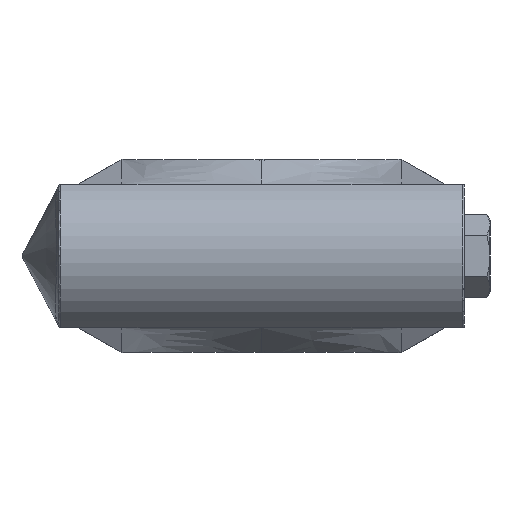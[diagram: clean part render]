
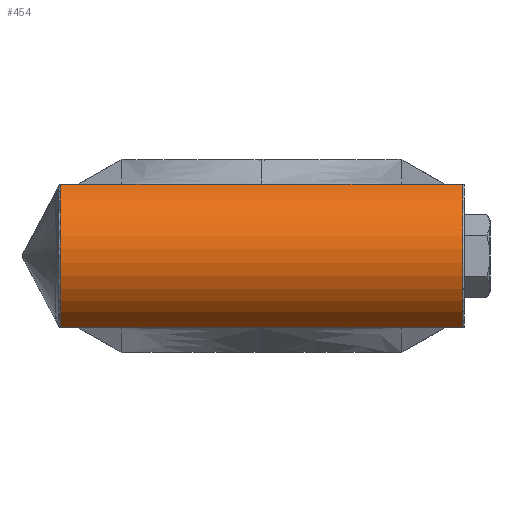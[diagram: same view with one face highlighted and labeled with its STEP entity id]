
A CAD part, left-side view. The second image highlights one B-rep face of the part: STEP entity #454.
In plain terms, the highlighted cylindrical face has radius 12.332 mm (diameter 24.664 mm), a partial arc.
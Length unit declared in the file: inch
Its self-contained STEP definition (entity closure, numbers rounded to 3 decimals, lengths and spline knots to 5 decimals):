
#26 = CARTESIAN_POINT ( 'NONE',  ( -1.22, 1.781, -0.4375 ) ) ;
#31 = ORIENTED_EDGE ( 'NONE', *, *, #64, .F. ) ;
#35 = VERTEX_POINT ( 'NONE', #2862 ) ;
#43 = EDGE_CURVE ( 'NONE', #2521, #1481, #407, .T. ) ;
#61 = ORIENTED_EDGE ( 'NONE', *, *, #43, .F. ) ;
#63 = VERTEX_POINT ( 'NONE', #1636 ) ;
#64 = EDGE_CURVE ( 'NONE', #2423, #187, #3065, .T. ) ;
#82 = DIRECTION ( 'NONE',  ( 0., -1., 0. ) ) ;
#106 = CARTESIAN_POINT ( 'NONE',  ( -1.22, -0.293, -0.4375 ) ) ;
#117 = DIRECTION ( 'NONE',  ( 0., -1., 0. ) ) ;
#155 = CARTESIAN_POINT ( 'NONE',  ( -1.22, 1.407, 0.4375 ) ) ;
#169 = ORIENTED_EDGE ( 'NONE', *, *, #2504, .T. ) ;
#187 = VERTEX_POINT ( 'NONE', #155 ) ;
#208 = CARTESIAN_POINT ( 'NONE',  ( -1.22, 0.27367, 0.4375 ) ) ;
#212 = AXIS2_PLACEMENT_3D ( 'NONE', #2554, #318, #577 ) ;
#226 = CIRCLE ( 'NONE', #2326, 0.48551 ) ;
#232 = VERTEX_POINT ( 'NONE', #1908 ) ;
#270 = ORIENTED_EDGE ( 'NONE', *, *, #748, .T. ) ;
#312 = CARTESIAN_POINT ( 'NONE',  ( -1.00949, 1.781, 0. ) ) ;
#318 = DIRECTION ( 'NONE',  ( 0., 1., 0. ) ) ;
#332 = ORIENTED_EDGE ( 'NONE', *, *, #2296, .T. ) ;
#345 = DIRECTION ( 'NONE',  ( 0., 1., 0. ) ) ;
#353 = CARTESIAN_POINT ( 'NONE',  ( -1.22, 0.557, -0.4375 ) ) ;
#362 = ORIENTED_EDGE ( 'NONE', *, *, #1192, .F. ) ;
#383 = CARTESIAN_POINT ( 'NONE',  ( -1.22, 0.557, 0.4375 ) ) ;
#407 = B_SPLINE_CURVE_WITH_KNOTS ( 'NONE', 3,
 ( #850, #1397, #2857, #1099 ),
 .UNSPECIFIED., .F., .F.,
 ( 4, 4 ),
 ( 0., 1. ),
 .UNSPECIFIED. ) ;
#454 = ADVANCED_FACE ( 'NONE', ( #2892 ), #2248, .T. ) ;
#456 = EDGE_CURVE ( 'NONE', #1160, #1667, #2994, .T. ) ;
#467 = ORIENTED_EDGE ( 'NONE', *, *, #456, .T. ) ;
#492 = CARTESIAN_POINT ( 'NONE',  ( -1.22, -0.00967, 0.4375 ) ) ;
#527 = CARTESIAN_POINT ( 'NONE',  ( -1.22, 1.407, 0.4375 ) ) ;
#577 = DIRECTION ( 'NONE',  ( 0., 0., 1. ) ) ;
#592 = CARTESIAN_POINT ( 'NONE',  ( -1.22, -0.677, 0.4375 ) ) ;
#610 = LINE ( 'NONE', #643, #1560 ) ;
#616 = DIRECTION ( 'NONE',  ( 0., -1., 0. ) ) ;
#634 = CARTESIAN_POINT ( 'NONE',  ( -1.22, -0.00967, -0.4375 ) ) ;
#640 = CARTESIAN_POINT ( 'NONE',  ( -1.22, 2.557, 0.4375 ) ) ;
#643 = CARTESIAN_POINT ( 'NONE',  ( -1.22, -1.443, -0.4375 ) ) ;
#699 = CARTESIAN_POINT ( 'NONE',  ( -1.22, -0.557, -0.4375 ) ) ;
#713 = CARTESIAN_POINT ( 'NONE',  ( -1.22, 0.557, 0.4375 ) ) ;
#727 = CARTESIAN_POINT ( 'NONE',  ( -1.22, -0.293, 0.4375 ) ) ;
#748 = EDGE_CURVE ( 'NONE', #1731, #187, #2132, .T. ) ;
#762 = VERTEX_POINT ( 'NONE', #1225 ) ;
#809 = LINE ( 'NONE', #1916, #1808 ) ;
#850 = CARTESIAN_POINT ( 'NONE',  ( -1.22, 0.557, -0.4375 ) ) ;
#1057 = EDGE_LOOP ( 'NONE', ( #3097, #1522, #3109, #169, #61, #332, #2536, #2232, #1293, #1571, #467, #362, #270, #31 ) ) ;
#1075 = VERTEX_POINT ( 'NONE', #699 ) ;
#1099 = CARTESIAN_POINT ( 'NONE',  ( -1.22, 1.407, -0.4375 ) ) ;
#1130 = CARTESIAN_POINT ( 'NONE',  ( -1.22, 0.557, -0.4375 ) ) ;
#1160 = VERTEX_POINT ( 'NONE', #2243 ) ;
#1171 = DIRECTION ( 'NONE',  ( 0., 1., 0. ) ) ;
#1192 = EDGE_CURVE ( 'NONE', #1731, #1667, #1850, .T. ) ;
#1225 = CARTESIAN_POINT ( 'NONE',  ( -1.22, -0.293, -0.4375 ) ) ;
#1293 = ORIENTED_EDGE ( 'NONE', *, *, #1546, .T. ) ;
#1320 = VECTOR ( 'NONE', #345, 39.37008 ) ;
#1352 = DIRECTION ( 'NONE',  ( 0., 0., 1. ) ) ;
#1372 = CARTESIAN_POINT ( 'NONE',  ( -1.00949, -0.667, 0. ) ) ;
#1397 = CARTESIAN_POINT ( 'NONE',  ( -1.22, 0.84033, -0.4375 ) ) ;
#1398 = LINE ( 'NONE', #1439, #2374 ) ;
#1421 = CARTESIAN_POINT ( 'NONE',  ( -1.22, 1.671, 0.4375 ) ) ;
#1439 = CARTESIAN_POINT ( 'NONE',  ( -1.22, 1.791, -0.4375 ) ) ;
#1481 = VERTEX_POINT ( 'NONE', #1558 ) ;
#1514 = CARTESIAN_POINT ( 'NONE',  ( -1.22, 1.12367, 0.4375 ) ) ;
#1522 = ORIENTED_EDGE ( 'NONE', *, *, #2557, .T. ) ;
#1542 = VECTOR ( 'NONE', #117, 39.37008 ) ;
#1545 = AXIS2_PLACEMENT_3D ( 'NONE', #1372, #2866, #3101 ) ;
#1546 = EDGE_CURVE ( 'NONE', #63, #3108, #2735, .T. ) ;
#1548 = CARTESIAN_POINT ( 'NONE',  ( -1.22, -1.443, 0.4375 ) ) ;
#1558 = CARTESIAN_POINT ( 'NONE',  ( -1.22, 1.407, -0.4375 ) ) ;
#1559 = CARTESIAN_POINT ( 'NONE',  ( -1.22, -0.667, 0.4375 ) ) ;
#1560 = VECTOR ( 'NONE', #1886, 39.37008 ) ;
#1571 = ORIENTED_EDGE ( 'NONE', *, *, #2582, .T. ) ;
#1636 = CARTESIAN_POINT ( 'NONE',  ( -1.22, -0.667, -0.4375 ) ) ;
#1639 = VECTOR ( 'NONE', #1812, 39.37008 ) ;
#1641 = EDGE_CURVE ( 'NONE', #63, #1075, #2045, .T. ) ;
#1642 = CARTESIAN_POINT ( 'NONE',  ( -1.22, 0.27367, -0.4375 ) ) ;
#1667 = VERTEX_POINT ( 'NONE', #2191 ) ;
#1692 = DIRECTION ( 'NONE',  ( 0., -1., 0. ) ) ;
#1725 = CARTESIAN_POINT ( 'NONE',  ( -1.22, 0.557, 0.4375 ) ) ;
#1731 = VERTEX_POINT ( 'NONE', #383 ) ;
#1745 = CARTESIAN_POINT ( 'NONE',  ( -1.22, 0.84033, 0.4375 ) ) ;
#1747 = VECTOR ( 'NONE', #616, 39.37008 ) ;
#1808 = VECTOR ( 'NONE', #2909, 39.37008 ) ;
#1812 = DIRECTION ( 'NONE',  ( 0., 1., 0. ) ) ;
#1850 = B_SPLINE_CURVE_WITH_KNOTS ( 'NONE', 3,
 ( #713, #208, #492, #727 ),
 .UNSPECIFIED., .F., .F.,
 ( 4, 4 ),
 ( 0., 1. ),
 .UNSPECIFIED. ) ;
#1886 = DIRECTION ( 'NONE',  ( 0., 1., 0. ) ) ;
#1908 = CARTESIAN_POINT ( 'NONE',  ( -1.22, 1.781, 0.4375 ) ) ;
#1916 = CARTESIAN_POINT ( 'NONE',  ( -1.22, 1.791, 0.4375 ) ) ;
#1956 = VERTEX_POINT ( 'NONE', #26 ) ;
#1958 = B_SPLINE_CURVE_WITH_KNOTS ( 'NONE', 3,
 ( #353, #1642, #634, #106 ),
 .UNSPECIFIED., .F., .F.,
 ( 4, 4 ),
 ( 0., 1. ),
 .UNSPECIFIED. ) ;
#2045 = LINE ( 'NONE', #2902, #2241 ) ;
#2132 = B_SPLINE_CURVE_WITH_KNOTS ( 'NONE', 3,
 ( #1725, #1745, #1514, #527 ),
 .UNSPECIFIED., .F., .F.,
 ( 4, 4 ),
 ( 0., 1. ),
 .UNSPECIFIED. ) ;
#2191 = CARTESIAN_POINT ( 'NONE',  ( -1.22, -0.293, 0.4375 ) ) ;
#2223 = LINE ( 'NONE', #3116, #1542 ) ;
#2232 = ORIENTED_EDGE ( 'NONE', *, *, #1641, .F. ) ;
#2241 = VECTOR ( 'NONE', #1171, 39.37008 ) ;
#2243 = CARTESIAN_POINT ( 'NONE',  ( -1.22, -0.557, 0.4375 ) ) ;
#2248 = CYLINDRICAL_SURFACE ( 'NONE', #212, 0.48551 ) ;
#2296 = EDGE_CURVE ( 'NONE', #2521, #762, #1958, .T. ) ;
#2326 = AXIS2_PLACEMENT_3D ( 'NONE', #312, #82, #1352 ) ;
#2374 = VECTOR ( 'NONE', #1692, 39.37008 ) ;
#2423 = VERTEX_POINT ( 'NONE', #1421 ) ;
#2447 = EDGE_CURVE ( 'NONE', #232, #2423, #809, .T. ) ;
#2504 = EDGE_CURVE ( 'NONE', #35, #1481, #2223, .T. ) ;
#2521 = VERTEX_POINT ( 'NONE', #1130 ) ;
#2536 = ORIENTED_EDGE ( 'NONE', *, *, #2753, .F. ) ;
#2554 = CARTESIAN_POINT ( 'NONE',  ( -1.00949, -1.443, 0. ) ) ;
#2557 = EDGE_CURVE ( 'NONE', #232, #1956, #226, .T. ) ;
#2582 = EDGE_CURVE ( 'NONE', #3108, #1160, #2799, .T. ) ;
#2735 = CIRCLE ( 'NONE', #1545, 0.48551 ) ;
#2753 = EDGE_CURVE ( 'NONE', #1075, #762, #610, .T. ) ;
#2799 = LINE ( 'NONE', #592, #1320 ) ;
#2814 = EDGE_CURVE ( 'NONE', #1956, #35, #1398, .T. ) ;
#2857 = CARTESIAN_POINT ( 'NONE',  ( -1.22, 1.12367, -0.4375 ) ) ;
#2862 = CARTESIAN_POINT ( 'NONE',  ( -1.22, 1.671, -0.4375 ) ) ;
#2866 = DIRECTION ( 'NONE',  ( 0., 1., 0. ) ) ;
#2892 = FACE_OUTER_BOUND ( 'NONE', #1057, .T. ) ;
#2902 = CARTESIAN_POINT ( 'NONE',  ( -1.22, -0.677, -0.4375 ) ) ;
#2909 = DIRECTION ( 'NONE',  ( 0., -1., 0. ) ) ;
#2994 = LINE ( 'NONE', #1548, #1639 ) ;
#3065 = LINE ( 'NONE', #640, #1747 ) ;
#3097 = ORIENTED_EDGE ( 'NONE', *, *, #2447, .F. ) ;
#3101 = DIRECTION ( 'NONE',  ( 0., 0., -1. ) ) ;
#3108 = VERTEX_POINT ( 'NONE', #1559 ) ;
#3109 = ORIENTED_EDGE ( 'NONE', *, *, #2814, .T. ) ;
#3116 = CARTESIAN_POINT ( 'NONE',  ( -1.22, 2.557, -0.4375 ) ) ;
